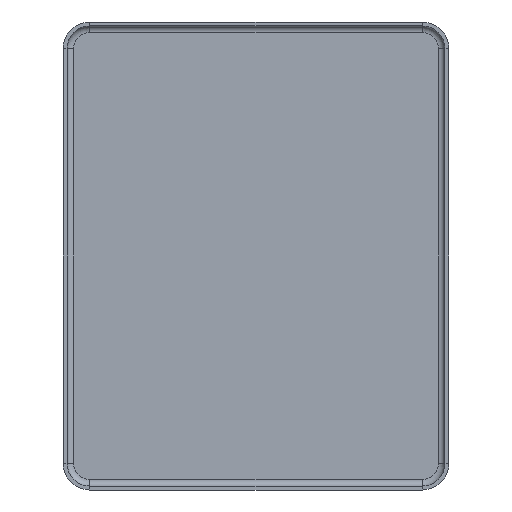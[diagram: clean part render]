
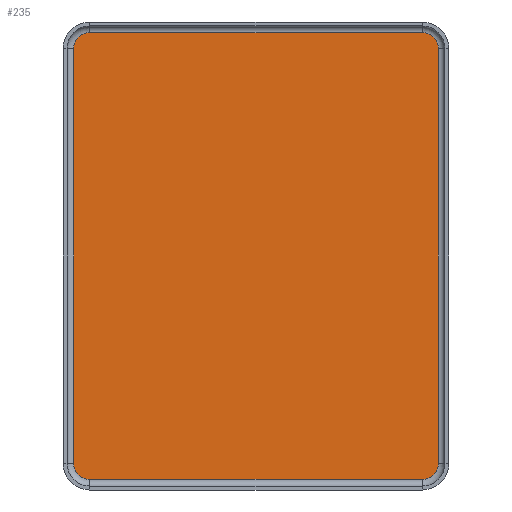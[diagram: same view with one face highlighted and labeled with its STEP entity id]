
A CAD part, front view. The second image highlights one B-rep face of the part: STEP entity #235.
In plain terms, the highlighted planar face has unit normal (0, -1, 0).
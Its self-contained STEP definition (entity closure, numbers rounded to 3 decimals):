
#11 = AXIS2_PLACEMENT_3D ( 'NONE', #201, #990, #830 ) ;
#38 = LINE ( 'NONE', #583, #661 ) ;
#56 = CARTESIAN_POINT ( 'NONE',  ( 12.55, -0.3, -16.85 ) ) ;
#72 = VERTEX_POINT ( 'NONE', #1161 ) ;
#79 = ORIENTED_EDGE ( 'NONE', *, *, #534, .F. ) ;
#105 = DIRECTION ( 'NONE',  ( 0., 1., 0. ) ) ;
#110 = AXIS2_PLACEMENT_3D ( 'NONE', #1101, #105, #274 ) ;
#125 = VERTEX_POINT ( 'NONE', #543 ) ;
#127 = LINE ( 'NONE', #490, #1123 ) ;
#146 = VECTOR ( 'NONE', #368, 1000. ) ;
#152 = DIRECTION ( 'NONE',  ( 0., 1., 0. ) ) ;
#183 = CIRCLE ( 'NONE', #301, 1.2 ) ;
#201 = CARTESIAN_POINT ( 'NONE',  ( -12.55, -0.3, 15.65 ) ) ;
#216 = EDGE_CURVE ( 'NONE', #1000, #594, #907, .T. ) ;
#222 = DIRECTION ( 'NONE',  ( 1., 0., 0. ) ) ;
#233 = DIRECTION ( 'NONE',  ( 0., 0., -1. ) ) ;
#235 = ADVANCED_FACE ( 'NONE', ( #763 ), #1126, .T. ) ;
#261 = LINE ( 'NONE', #537, #146 ) ;
#269 = EDGE_CURVE ( 'NONE', #366, #685, #38, .T. ) ;
#274 = DIRECTION ( 'NONE',  ( 0., 0., 1. ) ) ;
#284 = VECTOR ( 'NONE', #385, 1000. ) ;
#285 = CARTESIAN_POINT ( 'NONE',  ( 12.55, -0.3, 16.85 ) ) ;
#291 = ORIENTED_EDGE ( 'NONE', *, *, #399, .F. ) ;
#296 = CARTESIAN_POINT ( 'NONE',  ( -12.55, -0.3, -16.85 ) ) ;
#301 = AXIS2_PLACEMENT_3D ( 'NONE', #715, #536, #517 ) ;
#338 = DIRECTION ( 'NONE',  ( 0., 0., 1. ) ) ;
#366 = VERTEX_POINT ( 'NONE', #848 ) ;
#368 = DIRECTION ( 'NONE',  ( 0., 0., 1. ) ) ;
#385 = DIRECTION ( 'NONE',  ( 0., 0., -1. ) ) ;
#399 = EDGE_CURVE ( 'NONE', #594, #951, #127, .T. ) ;
#423 = EDGE_CURVE ( 'NONE', #685, #125, #1117, .T. ) ;
#424 = EDGE_LOOP ( 'NONE', ( #917, #476, #1038, #903, #79, #291, #798, #982 ) ) ;
#476 = ORIENTED_EDGE ( 'NONE', *, *, #269, .F. ) ;
#490 = CARTESIAN_POINT ( 'NONE',  ( 12.55, -0.3, -16.85 ) ) ;
#517 = DIRECTION ( 'NONE',  ( 0., 0., 1. ) ) ;
#534 = EDGE_CURVE ( 'NONE', #951, #1092, #183, .T. ) ;
#536 = DIRECTION ( 'NONE',  ( 0., 1., 0. ) ) ;
#537 = CARTESIAN_POINT ( 'NONE',  ( -13.75, -0.3, -15.65 ) ) ;
#543 = CARTESIAN_POINT ( 'NONE',  ( 13.75, -0.3, 15.65 ) ) ;
#583 = CARTESIAN_POINT ( 'NONE',  ( -12.55, -0.3, 16.85 ) ) ;
#594 = VERTEX_POINT ( 'NONE', #56 ) ;
#661 = VECTOR ( 'NONE', #222, 1000. ) ;
#667 = AXIS2_PLACEMENT_3D ( 'NONE', #1153, #152, #338 ) ;
#685 = VERTEX_POINT ( 'NONE', #285 ) ;
#690 = LINE ( 'NONE', #1045, #284 ) ;
#715 = CARTESIAN_POINT ( 'NONE',  ( -12.55, -0.3, -15.65 ) ) ;
#723 = EDGE_CURVE ( 'NONE', #72, #366, #974, .T. ) ;
#763 = FACE_OUTER_BOUND ( 'NONE', #424, .T. ) ;
#777 = CARTESIAN_POINT ( 'NONE',  ( 12.55, -0.3, 15.65 ) ) ;
#798 = ORIENTED_EDGE ( 'NONE', *, *, #216, .F. ) ;
#830 = DIRECTION ( 'NONE',  ( 0., 0., 1. ) ) ;
#848 = CARTESIAN_POINT ( 'NONE',  ( -12.55, -0.3, 16.85 ) ) ;
#853 = DIRECTION ( 'NONE',  ( -1., 0., 0. ) ) ;
#874 = EDGE_CURVE ( 'NONE', #125, #1000, #690, .T. ) ;
#903 = ORIENTED_EDGE ( 'NONE', *, *, #1037, .F. ) ;
#907 = CIRCLE ( 'NONE', #110, 1.2 ) ;
#917 = ORIENTED_EDGE ( 'NONE', *, *, #423, .F. ) ;
#951 = VERTEX_POINT ( 'NONE', #296 ) ;
#974 = CIRCLE ( 'NONE', #11, 1.2 ) ;
#976 = AXIS2_PLACEMENT_3D ( 'NONE', #777, #1027, #233 ) ;
#982 = ORIENTED_EDGE ( 'NONE', *, *, #874, .F. ) ;
#990 = DIRECTION ( 'NONE',  ( 0., 1., 0. ) ) ;
#991 = CARTESIAN_POINT ( 'NONE',  ( 13.75, -0.3, -15.65 ) ) ;
#1000 = VERTEX_POINT ( 'NONE', #991 ) ;
#1027 = DIRECTION ( 'NONE',  ( 0., -1., 0. ) ) ;
#1037 = EDGE_CURVE ( 'NONE', #1092, #72, #261, .T. ) ;
#1038 = ORIENTED_EDGE ( 'NONE', *, *, #723, .F. ) ;
#1045 = CARTESIAN_POINT ( 'NONE',  ( 13.75, -0.3, 15.65 ) ) ;
#1092 = VERTEX_POINT ( 'NONE', #1164 ) ;
#1101 = CARTESIAN_POINT ( 'NONE',  ( 12.55, -0.3, -15.65 ) ) ;
#1117 = CIRCLE ( 'NONE', #667, 1.2 ) ;
#1123 = VECTOR ( 'NONE', #853, 1000. ) ;
#1126 = PLANE ( 'NONE',  #976 ) ;
#1153 = CARTESIAN_POINT ( 'NONE',  ( 12.55, -0.3, 15.65 ) ) ;
#1161 = CARTESIAN_POINT ( 'NONE',  ( -13.75, -0.3, 15.65 ) ) ;
#1164 = CARTESIAN_POINT ( 'NONE',  ( -13.75, -0.3, -15.65 ) ) ;
